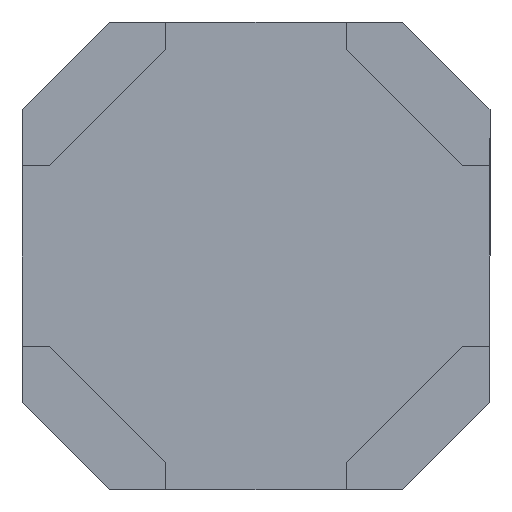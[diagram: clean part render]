
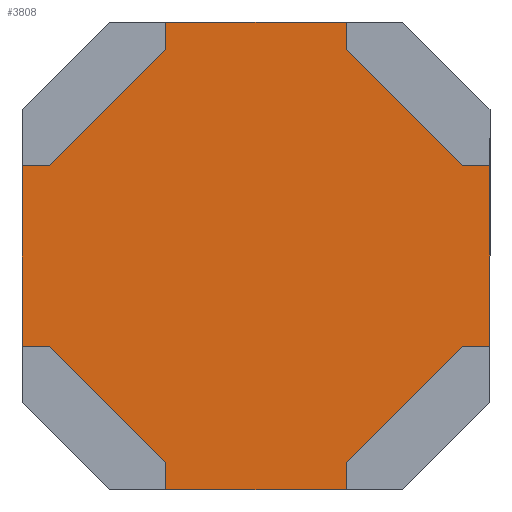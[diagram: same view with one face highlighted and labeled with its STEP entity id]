
A CAD part, front view. The second image highlights one B-rep face of the part: STEP entity #3808.
In plain terms, the highlighted planar face has unit normal (0, -1, 0).
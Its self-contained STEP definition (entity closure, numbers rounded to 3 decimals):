
#21 = ORIENTED_EDGE ( 'NONE', *, *, #329, .F. ) ;
#32 = EDGE_CURVE ( 'NONE', #1088, #97, #3950, .T. ) ;
#87 = EDGE_CURVE ( 'NONE', #1958, #2229, #1324, .T. ) ;
#97 = VERTEX_POINT ( 'NONE', #119 ) ;
#119 = CARTESIAN_POINT ( 'NONE',  ( -2.01, 0.25, -0.775 ) ) ;
#155 = DIRECTION ( 'NONE',  ( -1., 0., 0. ) ) ;
#180 = DIRECTION ( 'NONE',  ( 1., 0., 0. ) ) ;
#246 = EDGE_CURVE ( 'NONE', #1083, #1958, #1678, .T. ) ;
#287 = CARTESIAN_POINT ( 'NONE',  ( 0.775, 0.25, 1.775 ) ) ;
#302 = VECTOR ( 'NONE', #725, 1000. ) ;
#310 = DIRECTION ( 'NONE',  ( 0.707, 0., -0.707 ) ) ;
#329 = EDGE_CURVE ( 'NONE', #892, #3782, #650, .T. ) ;
#369 = EDGE_CURVE ( 'NONE', #3002, #1370, #3677, .T. ) ;
#384 = ORIENTED_EDGE ( 'NONE', *, *, #2515, .F. ) ;
#396 = ORIENTED_EDGE ( 'NONE', *, *, #4029, .F. ) ;
#397 = LINE ( 'NONE', #2576, #3588 ) ;
#442 = ORIENTED_EDGE ( 'NONE', *, *, #922, .T. ) ;
#466 = LINE ( 'NONE', #633, #3067 ) ;
#514 = EDGE_CURVE ( 'NONE', #1015, #3782, #707, .T. ) ;
#567 = ORIENTED_EDGE ( 'NONE', *, *, #3450, .F. ) ;
#606 = VERTEX_POINT ( 'NONE', #287 ) ;
#616 = VERTEX_POINT ( 'NONE', #2661 ) ;
#633 = CARTESIAN_POINT ( 'NONE',  ( -0.775, 0.25, -1.775 ) ) ;
#650 = LINE ( 'NONE', #2076, #993 ) ;
#662 = EDGE_LOOP ( 'NONE', ( #4326, #676, #567, #1007, #396, #2478, #442, #2602, #2371, #3603, #3257, #384, #3406, #3734, #823, #21 ) ) ;
#676 = ORIENTED_EDGE ( 'NONE', *, *, #3117, .F. ) ;
#680 = VECTOR ( 'NONE', #1127, 1000. ) ;
#707 = LINE ( 'NONE', #2853, #4269 ) ;
#725 = DIRECTION ( 'NONE',  ( 0., 0., 1. ) ) ;
#823 = ORIENTED_EDGE ( 'NONE', *, *, #514, .T. ) ;
#860 = DIRECTION ( 'NONE',  ( 0., 0., -1. ) ) ;
#873 = DIRECTION ( 'NONE',  ( 0., 0., -1. ) ) ;
#892 = VERTEX_POINT ( 'NONE', #1657 ) ;
#922 = EDGE_CURVE ( 'NONE', #2246, #2229, #1231, .T. ) ;
#931 = DIRECTION ( 'NONE',  ( -0.707, 0., -0.707 ) ) ;
#939 = CARTESIAN_POINT ( 'NONE',  ( -2.01, 0.25, 2.01 ) ) ;
#967 = VECTOR ( 'NONE', #155, 1000. ) ;
#993 = VECTOR ( 'NONE', #2088, 1000. ) ;
#1007 = ORIENTED_EDGE ( 'NONE', *, *, #369, .F. ) ;
#1015 = VERTEX_POINT ( 'NONE', #2947 ) ;
#1029 = CARTESIAN_POINT ( 'NONE',  ( -0.775, 0.25, 2.01 ) ) ;
#1039 = CARTESIAN_POINT ( 'NONE',  ( -2.01, 0.25, 0.775 ) ) ;
#1072 = PLANE ( 'NONE',  #2780 ) ;
#1083 = VERTEX_POINT ( 'NONE', #2731 ) ;
#1088 = VERTEX_POINT ( 'NONE', #1039 ) ;
#1118 = LINE ( 'NONE', #4241, #967 ) ;
#1127 = DIRECTION ( 'NONE',  ( -1., 0., 0. ) ) ;
#1231 = LINE ( 'NONE', #939, #2389 ) ;
#1324 = LINE ( 'NONE', #3405, #302 ) ;
#1370 = VERTEX_POINT ( 'NONE', #2197 ) ;
#1379 = CARTESIAN_POINT ( 'NONE',  ( 0.775, 0.25, 1.775 ) ) ;
#1450 = CARTESIAN_POINT ( 'NONE',  ( 1.775, 0.25, -0.775 ) ) ;
#1456 = EDGE_CURVE ( 'NONE', #2246, #606, #397, .T. ) ;
#1461 = DIRECTION ( 'NONE',  ( 1., 0., 0. ) ) ;
#1475 = CARTESIAN_POINT ( 'NONE',  ( -1.775, 0.25, 0.775 ) ) ;
#1563 = DIRECTION ( 'NONE',  ( 1., 0., 0. ) ) ;
#1584 = VERTEX_POINT ( 'NONE', #2591 ) ;
#1612 = VECTOR ( 'NONE', #931, 1000. ) ;
#1657 = CARTESIAN_POINT ( 'NONE',  ( 0.775, 0.25, -1.775 ) ) ;
#1661 = LINE ( 'NONE', #2892, #1612 ) ;
#1678 = LINE ( 'NONE', #1475, #3767 ) ;
#1700 = DIRECTION ( 'NONE',  ( -0.707, 0., 0.707 ) ) ;
#1710 = LINE ( 'NONE', #1379, #2672 ) ;
#1718 = CARTESIAN_POINT ( 'NONE',  ( -0.775, 0.25, -2.01 ) ) ;
#1735 = CARTESIAN_POINT ( 'NONE',  ( 0.775, 0.25, 2.01 ) ) ;
#1763 = LINE ( 'NONE', #1718, #2364 ) ;
#1787 = DIRECTION ( 'NONE',  ( 0., 0., -1. ) ) ;
#1958 = VERTEX_POINT ( 'NONE', #3739 ) ;
#2076 = CARTESIAN_POINT ( 'NONE',  ( 0.775, 0.25, -2.01 ) ) ;
#2088 = DIRECTION ( 'NONE',  ( 0., 0., -1. ) ) ;
#2191 = VECTOR ( 'NONE', #1563, 1000. ) ;
#2197 = CARTESIAN_POINT ( 'NONE',  ( 2.01, 0.25, 0.775 ) ) ;
#2198 = CARTESIAN_POINT ( 'NONE',  ( 2.01, 0.25, -2.01 ) ) ;
#2229 = VERTEX_POINT ( 'NONE', #1029 ) ;
#2246 = VERTEX_POINT ( 'NONE', #1735 ) ;
#2253 = LINE ( 'NONE', #2270, #2191 ) ;
#2270 = CARTESIAN_POINT ( 'NONE',  ( -0.775, 0.25, 0.775 ) ) ;
#2364 = VECTOR ( 'NONE', #2759, 1000. ) ;
#2371 = ORIENTED_EDGE ( 'NONE', *, *, #246, .F. ) ;
#2389 = VECTOR ( 'NONE', #3615, 1000. ) ;
#2442 = VECTOR ( 'NONE', #860, 1000. ) ;
#2470 = CARTESIAN_POINT ( 'NONE',  ( -0.775, 0.25, 0.775 ) ) ;
#2478 = ORIENTED_EDGE ( 'NONE', *, *, #1456, .F. ) ;
#2488 = CARTESIAN_POINT ( 'NONE',  ( -0.775, 0.25, -0.775 ) ) ;
#2515 = EDGE_CURVE ( 'NONE', #616, #97, #1118, .T. ) ;
#2550 = EDGE_CURVE ( 'NONE', #3850, #892, #1661, .T. ) ;
#2576 = CARTESIAN_POINT ( 'NONE',  ( 0.775, 0.25, -2.01 ) ) ;
#2591 = CARTESIAN_POINT ( 'NONE',  ( 2.01, 0.25, -0.775 ) ) ;
#2602 = ORIENTED_EDGE ( 'NONE', *, *, #87, .F. ) ;
#2661 = CARTESIAN_POINT ( 'NONE',  ( -1.775, 0.25, -0.775 ) ) ;
#2672 = VECTOR ( 'NONE', #310, 1000. ) ;
#2731 = CARTESIAN_POINT ( 'NONE',  ( -1.775, 0.25, 0.775 ) ) ;
#2759 = DIRECTION ( 'NONE',  ( 0., 0., 1. ) ) ;
#2771 = EDGE_CURVE ( 'NONE', #3538, #616, #466, .T. ) ;
#2780 = AXIS2_PLACEMENT_3D ( 'NONE', #4080, #3395, #4099 ) ;
#2853 = CARTESIAN_POINT ( 'NONE',  ( -2.01, 0.25, -2.01 ) ) ;
#2892 = CARTESIAN_POINT ( 'NONE',  ( 1.775, 0.25, -0.775 ) ) ;
#2947 = CARTESIAN_POINT ( 'NONE',  ( -0.775, 0.25, -2.01 ) ) ;
#3002 = VERTEX_POINT ( 'NONE', #3129 ) ;
#3019 = LINE ( 'NONE', #2488, #680 ) ;
#3052 = CARTESIAN_POINT ( 'NONE',  ( 0.775, 0.25, -2.01 ) ) ;
#3067 = VECTOR ( 'NONE', #1700, 1000. ) ;
#3117 = EDGE_CURVE ( 'NONE', #1584, #3850, #3019, .T. ) ;
#3129 = CARTESIAN_POINT ( 'NONE',  ( 1.775, 0.25, 0.775 ) ) ;
#3146 = EDGE_CURVE ( 'NONE', #1088, #1083, #2253, .T. ) ;
#3257 = ORIENTED_EDGE ( 'NONE', *, *, #32, .T. ) ;
#3261 = VECTOR ( 'NONE', #1787, 1000. ) ;
#3379 = CARTESIAN_POINT ( 'NONE',  ( -2.01, 0.25, -2.01 ) ) ;
#3395 = DIRECTION ( 'NONE',  ( 0., 1., 0. ) ) ;
#3405 = CARTESIAN_POINT ( 'NONE',  ( -0.775, 0.25, -2.01 ) ) ;
#3406 = ORIENTED_EDGE ( 'NONE', *, *, #2771, .F. ) ;
#3450 = EDGE_CURVE ( 'NONE', #1370, #1584, #3793, .T. ) ;
#3452 = VECTOR ( 'NONE', #1461, 1000. ) ;
#3538 = VERTEX_POINT ( 'NONE', #3966 ) ;
#3588 = VECTOR ( 'NONE', #873, 1000. ) ;
#3603 = ORIENTED_EDGE ( 'NONE', *, *, #3146, .F. ) ;
#3615 = DIRECTION ( 'NONE',  ( -1., 0., 0. ) ) ;
#3677 = LINE ( 'NONE', #2470, #3452 ) ;
#3734 = ORIENTED_EDGE ( 'NONE', *, *, #3735, .F. ) ;
#3735 = EDGE_CURVE ( 'NONE', #1015, #3538, #1763, .T. ) ;
#3739 = CARTESIAN_POINT ( 'NONE',  ( -0.775, 0.25, 1.775 ) ) ;
#3751 = FACE_OUTER_BOUND ( 'NONE', #662, .T. ) ;
#3767 = VECTOR ( 'NONE', #3836, 1000. ) ;
#3782 = VERTEX_POINT ( 'NONE', #3052 ) ;
#3793 = LINE ( 'NONE', #2198, #2442 ) ;
#3808 = ADVANCED_FACE ( 'NONE', ( #3751 ), #1072, .F. ) ;
#3836 = DIRECTION ( 'NONE',  ( 0.707, 0., 0.707 ) ) ;
#3850 = VERTEX_POINT ( 'NONE', #1450 ) ;
#3950 = LINE ( 'NONE', #3379, #3261 ) ;
#3966 = CARTESIAN_POINT ( 'NONE',  ( -0.775, 0.25, -1.775 ) ) ;
#4029 = EDGE_CURVE ( 'NONE', #606, #3002, #1710, .T. ) ;
#4080 = CARTESIAN_POINT ( 'NONE',  ( -0.775, 0.25, -2.01 ) ) ;
#4099 = DIRECTION ( 'NONE',  ( 0., 0., 1. ) ) ;
#4241 = CARTESIAN_POINT ( 'NONE',  ( -0.775, 0.25, -0.775 ) ) ;
#4269 = VECTOR ( 'NONE', #180, 1000. ) ;
#4326 = ORIENTED_EDGE ( 'NONE', *, *, #2550, .F. ) ;
